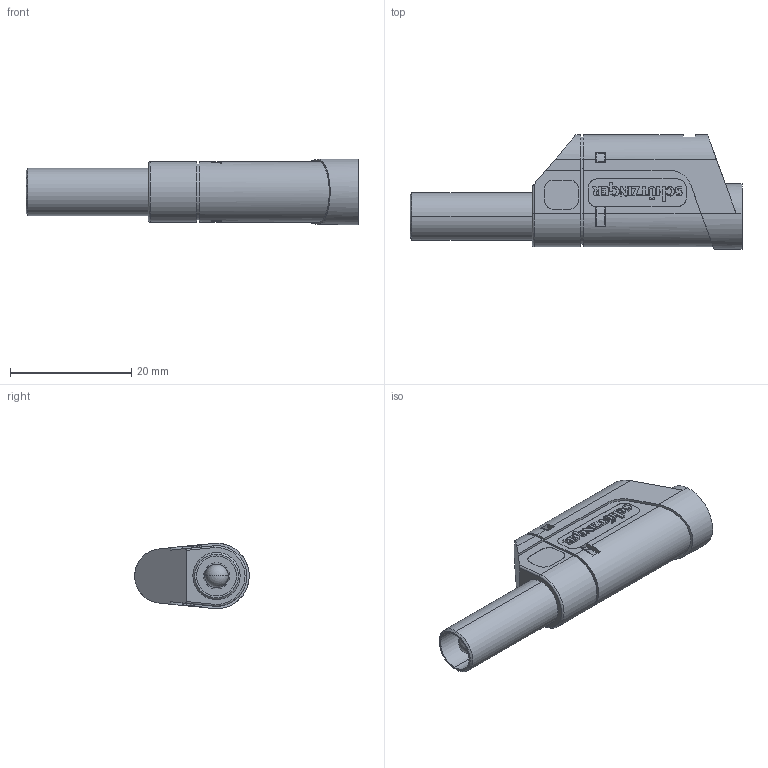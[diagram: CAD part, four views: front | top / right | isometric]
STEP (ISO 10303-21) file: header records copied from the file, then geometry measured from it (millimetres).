
FILE_DESCRIPTION((''),'2;1');
FILE_NAME('1622_ASM','2017-11-22T',('tosc'),(''),'PRO/ENGINEER BY PARAMETRIC TECHNOLOGY CORPORATION, 2015110','PRO/ENGINEER BY PARAMETRIC TECHNOLOGY CORPORATION, 2015110','');
FILE_SCHEMA(('CONFIG_CONTROL_DESIGN'));
Length unit declared in the file: millimetre
Products named in the file (1): 1622_ASM
Bounding box: 54.8 x 18.9 x 10.79 mm (x, y, z)
Surface area: 7132.7 mm2 (no closed solid volume)
Topology: 0 solids, 5 shells, 617 faces, 1684 edges, 1090 vertices
Faces by surface type: plane 389, extrusion 79, cylinder 75, bspline 44, cone 27, sphere 2, torus 1
Entity records: 30318 total; most frequent: CARTESIAN_POINT 8136, ORIENTED_EDGE 3360, DIRECTION 2743, EDGE_CURVE 1680, VECTOR 1207, LINE 1128, FILL_AREA_STYLE_COLOUR 1091, FILL_AREA_STYLE 1091
